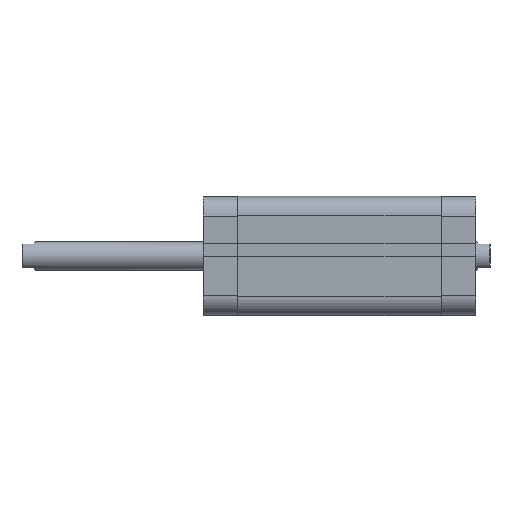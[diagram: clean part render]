
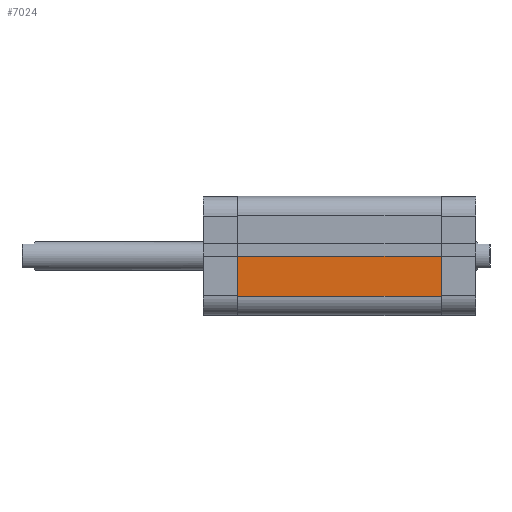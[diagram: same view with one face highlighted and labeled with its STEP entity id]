
A CAD part, top view. The second image highlights one B-rep face of the part: STEP entity #7024.
In plain terms, the highlighted face is planar.
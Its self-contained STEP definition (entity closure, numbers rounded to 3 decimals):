
#498 = EDGE_LOOP ( 'NONE', ( #1374, #1375, #1376, #1377 ) ) ;
#684 = AXIS2_PLACEMENT_3D ( 'NONE', #5173, #5179, #5180 ) ;
#876 = VERTEX_POINT ( 'NONE', #1135 ) ;
#877 = VERTEX_POINT ( 'NONE', #1100 ) ;
#878 = VERTEX_POINT ( 'NONE', #1138 ) ;
#879 = VERTEX_POINT ( 'NONE', #1124 ) ;
#1100 = CARTESIAN_POINT ( 'NONE',  ( 17., -25., 0. ) ) ;
#1124 = CARTESIAN_POINT ( 'NONE',  ( 0.1, -25., 0. ) ) ;
#1135 = CARTESIAN_POINT ( 'NONE',  ( 17., -25., 85.5 ) ) ;
#1138 = CARTESIAN_POINT ( 'NONE',  ( 0.1, -25., 85.5 ) ) ;
#1374 = ORIENTED_EDGE ( 'NONE', *, *, #6589, .T. ) ;
#1375 = ORIENTED_EDGE ( 'NONE', *, *, #6588, .F. ) ;
#1376 = ORIENTED_EDGE ( 'NONE', *, *, #6581, .F. ) ;
#1377 = ORIENTED_EDGE ( 'NONE', *, *, #6585, .T. ) ;
#2360 = VECTOR ( 'NONE', #4019, 1000. ) ;
#2364 = LINE ( 'NONE', #4018, #2360 ) ;
#2366 = LINE ( 'NONE', #4020, #2382 ) ;
#2369 = LINE ( 'NONE', #4010, #2370 ) ;
#2370 = VECTOR ( 'NONE', #4011, 1000. ) ;
#2375 = LINE ( 'NONE', #4024, #2384 ) ;
#2382 = VECTOR ( 'NONE', #4026, 1000. ) ;
#2384 = VECTOR ( 'NONE', #4028, 1000. ) ;
#4010 = CARTESIAN_POINT ( 'NONE',  ( 0., -25., 85.5 ) ) ;
#4011 = DIRECTION ( 'NONE',  ( 1., 0., 0. ) ) ;
#4018 = CARTESIAN_POINT ( 'NONE',  ( 0.1, -25., 85.5 ) ) ;
#4019 = DIRECTION ( 'NONE',  ( 0., 0., -1. ) ) ;
#4020 = CARTESIAN_POINT ( 'NONE',  ( 17., -25., 85.5 ) ) ;
#4024 = CARTESIAN_POINT ( 'NONE',  ( 0., -25., 0. ) ) ;
#4026 = DIRECTION ( 'NONE',  ( 0., 0., -1. ) ) ;
#4028 = DIRECTION ( 'NONE',  ( 1., 0., 0. ) ) ;
#4391 = FACE_OUTER_BOUND ( 'NONE', #498, .T. ) ;
#5170 = PLANE ( 'NONE',  #684 ) ;
#5173 = CARTESIAN_POINT ( 'NONE',  ( 0., -25., 85.5 ) ) ;
#5179 = DIRECTION ( 'NONE',  ( 0., 1., 0. ) ) ;
#5180 = DIRECTION ( 'NONE',  ( -1., 0., 0. ) ) ;
#6581 = EDGE_CURVE ( 'NONE', #878, #876, #2369, .T. ) ;
#6585 = EDGE_CURVE ( 'NONE', #878, #879, #2364, .T. ) ;
#6588 = EDGE_CURVE ( 'NONE', #876, #877, #2366, .T. ) ;
#6589 = EDGE_CURVE ( 'NONE', #879, #877, #2375, .T. ) ;
#7024 = ADVANCED_FACE ( 'NONE', ( #4391 ), #5170, .F. ) ;
